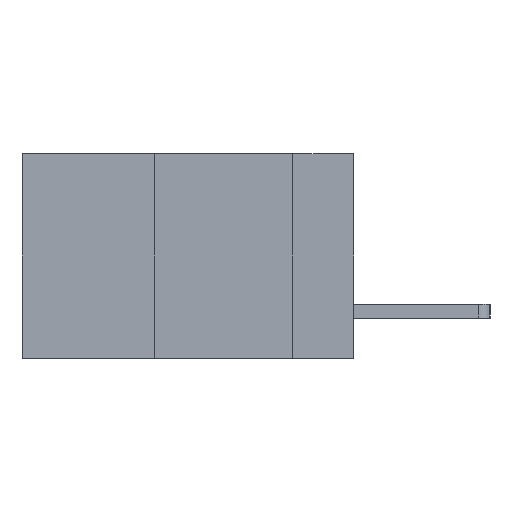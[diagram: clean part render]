
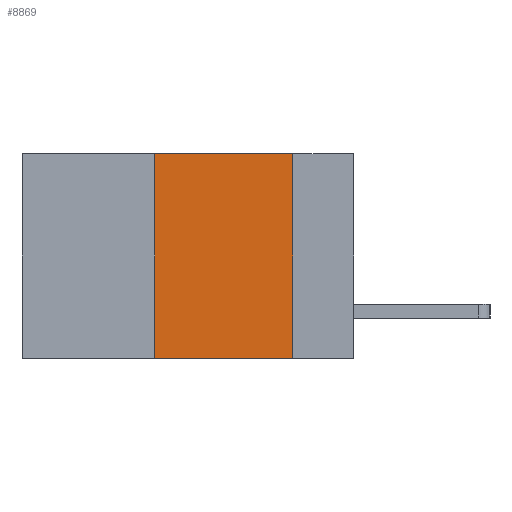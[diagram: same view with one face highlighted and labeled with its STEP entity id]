
A CAD part, left-side view. The second image highlights one B-rep face of the part: STEP entity #8869.
In plain terms, the highlighted planar face has unit normal (-1, 0, 0).
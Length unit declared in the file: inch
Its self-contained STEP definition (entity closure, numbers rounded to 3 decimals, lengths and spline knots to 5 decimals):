
#293 = CARTESIAN_POINT ( 'NONE',  ( 0., 0.11, 0. ) ) ;
#348 = DIRECTION ( 'NONE',  ( 0., 0., -1. ) ) ;
#620 = CARTESIAN_POINT ( 'NONE',  ( 0., 0.11, 0. ) ) ;
#710 = AXIS2_PLACEMENT_3D ( 'NONE', #9390, #6050, #7044 ) ;
#807 = LINE ( 'NONE', #6860, #5788 ) ;
#2590 = FACE_OUTER_BOUND ( 'NONE', #3625, .T. ) ;
#2778 = CARTESIAN_POINT ( 'NONE',  ( 0., 0.6, -0.37 ) ) ;
#3095 = ORIENTED_EDGE ( 'NONE', *, *, #8484, .T. ) ;
#3231 = DIRECTION ( 'NONE',  ( 0., -1., 0. ) ) ;
#3244 = VECTOR ( 'NONE', #5377, 39.37008 ) ;
#3625 = EDGE_LOOP ( 'NONE', ( #8232, #7768, #5043, #3095 ) ) ;
#3759 = VERTEX_POINT ( 'NONE', #8958 ) ;
#4100 = VERTEX_POINT ( 'NONE', #620 ) ;
#4601 = EDGE_CURVE ( 'NONE', #4100, #3759, #7157, .T. ) ;
#5043 = ORIENTED_EDGE ( 'NONE', *, *, #7953, .F. ) ;
#5377 = DIRECTION ( 'NONE',  ( 0., -1., 0. ) ) ;
#5623 = VECTOR ( 'NONE', #3231, 39.37008 ) ;
#5788 = VECTOR ( 'NONE', #11253, 39.37008 ) ;
#6050 = DIRECTION ( 'NONE',  ( 1., 0., 0. ) ) ;
#6622 = VERTEX_POINT ( 'NONE', #10384 ) ;
#6725 = VECTOR ( 'NONE', #348, 39.37008 ) ;
#6860 = CARTESIAN_POINT ( 'NONE',  ( 0., 0.36, 0. ) ) ;
#7004 = VERTEX_POINT ( 'NONE', #9294 ) ;
#7044 = DIRECTION ( 'NONE',  ( 0., 0., -1. ) ) ;
#7157 = LINE ( 'NONE', #293, #6725 ) ;
#7768 = ORIENTED_EDGE ( 'NONE', *, *, #10741, .F. ) ;
#7953 = EDGE_CURVE ( 'NONE', #6622, #7004, #807, .T. ) ;
#8232 = ORIENTED_EDGE ( 'NONE', *, *, #4601, .F. ) ;
#8484 = EDGE_CURVE ( 'NONE', #6622, #3759, #8992, .T. ) ;
#8492 = CARTESIAN_POINT ( 'NONE',  ( 0., 0.6, 0. ) ) ;
#8869 = ADVANCED_FACE ( 'NONE', ( #2590 ), #10309, .F. ) ;
#8958 = CARTESIAN_POINT ( 'NONE',  ( 0., 0.11, -0.37 ) ) ;
#8992 = LINE ( 'NONE', #2778, #3244 ) ;
#9294 = CARTESIAN_POINT ( 'NONE',  ( 0., 0.36, 0. ) ) ;
#9390 = CARTESIAN_POINT ( 'NONE',  ( 0., 0.6, 0. ) ) ;
#10309 = PLANE ( 'NONE',  #710 ) ;
#10384 = CARTESIAN_POINT ( 'NONE',  ( 0., 0.36, -0.37 ) ) ;
#10741 = EDGE_CURVE ( 'NONE', #7004, #4100, #11057, .T. ) ;
#11057 = LINE ( 'NONE', #8492, #5623 ) ;
#11253 = DIRECTION ( 'NONE',  ( 0., 0., 1. ) ) ;
